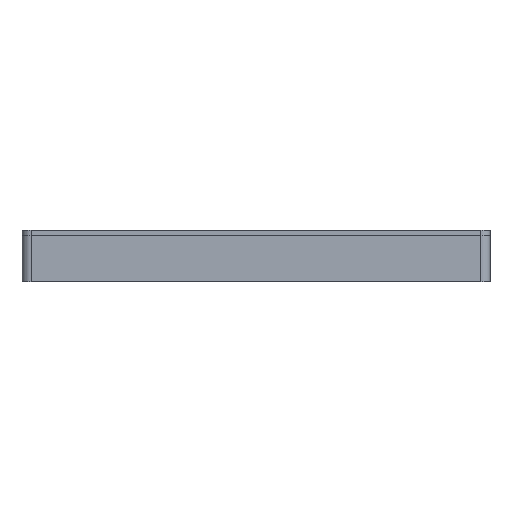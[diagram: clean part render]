
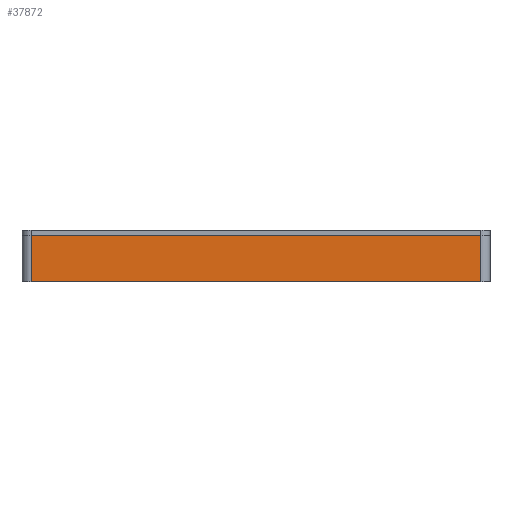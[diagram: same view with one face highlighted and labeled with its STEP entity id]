
A CAD part, left-side view. The second image highlights one B-rep face of the part: STEP entity #37872.
In plain terms, the highlighted face is planar.
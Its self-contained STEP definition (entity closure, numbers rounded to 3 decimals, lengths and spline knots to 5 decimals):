
#13000=ORIENTED_EDGE('',*,*,#18508,.T.);
#13001=ORIENTED_EDGE('',*,*,#18531,.T.);
#13002=ORIENTED_EDGE('',*,*,#18532,.F.);
#13003=ORIENTED_EDGE('',*,*,#18533,.T.);
#18508=EDGE_CURVE('',#22079,#22078,#25542,.T.);
#18531=EDGE_CURVE('',#22078,#22097,#25557,.F.);
#18532=EDGE_CURVE('',#22098,#22097,#25558,.T.);
#18533=EDGE_CURVE('',#22098,#22079,#25559,.T.);
#22078=VERTEX_POINT('',#68464);
#22079=VERTEX_POINT('',#68466);
#22097=VERTEX_POINT('',#68544);
#22098=VERTEX_POINT('',#68546);
#25542=LINE('',#68465,#29051);
#25557=LINE('',#68543,#29066);
#25558=LINE('',#68545,#29067);
#25559=LINE('',#68547,#29068);
#29051=VECTOR('',#54271,1.);
#29066=VECTOR('',#54310,1.);
#29067=VECTOR('',#54311,1.);
#29068=VECTOR('',#54312,1.);
#31671=EDGE_LOOP('',(#13000,#13001,#13002,#13003));
#34174=FACE_BOUND('',#31671,.T.);
#35425=PLANE('',#44456);
#37872=ADVANCED_FACE('',(#34174),#35425,.F.);
#44456=AXIS2_PLACEMENT_3D('',#68542,#54308,#54309);
#54271=DIRECTION('',(0.,1.,0.));
#54308=DIRECTION('',(-1.,0.,0.));
#54309=DIRECTION('',(0.,-1.,0.));
#54310=DIRECTION('',(0.,0.,-1.));
#54311=DIRECTION('',(0.,1.,0.));
#54312=DIRECTION('',(0.,0.,-1.));
#68464=CARTESIAN_POINT('',(0.08387,0.06317,0.));
#68465=CARTESIAN_POINT('',(0.08387,0.,0.));
#68466=CARTESIAN_POINT('',(0.08387,-0.06317,0.));
#68542=CARTESIAN_POINT('',(0.08387,0.,0.013));
#68543=CARTESIAN_POINT('',(0.08387,0.06317,0.013));
#68544=CARTESIAN_POINT('',(0.08387,0.06317,0.013));
#68545=CARTESIAN_POINT('',(0.08387,0.,0.013));
#68546=CARTESIAN_POINT('',(0.08387,-0.06317,0.013));
#68547=CARTESIAN_POINT('',(0.08387,-0.06317,0.));
